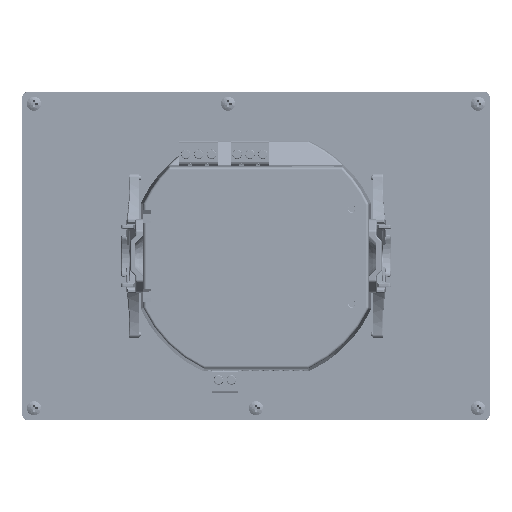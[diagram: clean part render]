
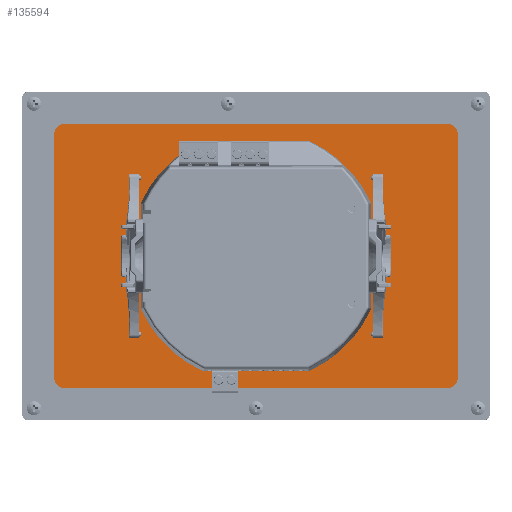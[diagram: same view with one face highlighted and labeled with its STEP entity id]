
A CAD part, front view. The second image highlights one B-rep face of the part: STEP entity #135594.
In plain terms, the highlighted face is planar.
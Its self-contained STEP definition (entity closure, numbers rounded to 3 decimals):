
#2974=FACE_BOUND('',#11526,.T.);
#4256=FACE_OUTER_BOUND('',#11525,.T.);
#11525=EDGE_LOOP('',(#93078,#93079,#93080,#93081,#93082,#93083,#93084,#93085));
#11526=EDGE_LOOP('',(#93086,#93087,#93088,#93089,#93090,#93091,#93092,#93093,
#93094,#93095,#93096,#93097,#93098,#93099,#93100,#93101));
#18836=CIRCLE('',#143673,1.);
#18837=CIRCLE('',#143675,4.5);
#18838=CIRCLE('',#143676,4.5);
#18839=CIRCLE('',#143677,4.5);
#18840=CIRCLE('',#143678,4.5);
#18841=CIRCLE('',#143679,1.);
#18842=CIRCLE('',#143680,50.);
#18843=CIRCLE('',#143681,1.);
#18844=CIRCLE('',#143682,1.);
#18845=CIRCLE('',#143683,50.);
#18846=CIRCLE('',#143684,1.);
#18847=CIRCLE('',#143685,50.);
#18848=CIRCLE('',#143686,1.);
#18849=CIRCLE('',#143687,1.);
#18850=CIRCLE('',#143688,50.);
#18851=CIRCLE('',#143689,1.);
#22127=LINE('',#193156,#39137);
#22191=LINE('',#193322,#39201);
#22509=LINE('',#194209,#39519);
#22510=LINE('',#194213,#39520);
#22511=LINE('',#194217,#39521);
#22512=LINE('',#194220,#39522);
#22513=LINE('',#194228,#39523);
#22514=LINE('',#194239,#39524);
#39137=VECTOR('',#155958,41.024);
#39201=VECTOR('',#156070,41.024);
#39519=VECTOR('',#156988,150.305);
#39520=VECTOR('',#156991,95.305);
#39521=VECTOR('',#156994,150.305);
#39522=VECTOR('',#156997,95.305);
#39523=VECTOR('',#157004,41.024);
#39524=VECTOR('',#157015,41.024);
#56204=VERTEX_POINT('',#193148);
#56205=VERTEX_POINT('',#193155);
#56270=VERTEX_POINT('',#193314);
#56271=VERTEX_POINT('',#193321);
#56493=VERTEX_POINT('',#194192);
#56494=VERTEX_POINT('',#194205);
#56495=VERTEX_POINT('',#194206);
#56496=VERTEX_POINT('',#194208);
#56497=VERTEX_POINT('',#194210);
#56498=VERTEX_POINT('',#194212);
#56499=VERTEX_POINT('',#194214);
#56500=VERTEX_POINT('',#194216);
#56501=VERTEX_POINT('',#194218);
#56502=VERTEX_POINT('',#194221);
#56503=VERTEX_POINT('',#194223);
#56504=VERTEX_POINT('',#194225);
#56505=VERTEX_POINT('',#194227);
#56506=VERTEX_POINT('',#194229);
#56507=VERTEX_POINT('',#194231);
#56508=VERTEX_POINT('',#194234);
#56509=VERTEX_POINT('',#194236);
#56510=VERTEX_POINT('',#194238);
#56511=VERTEX_POINT('',#194240);
#56512=VERTEX_POINT('',#194242);
#70081=EDGE_CURVE('',#56204,#56205,#22127,.T.);
#70159=EDGE_CURVE('',#56270,#56271,#22191,.T.);
#70582=EDGE_CURVE('',#56493,#56204,#18836,.T.);
#70583=EDGE_CURVE('',#56494,#56495,#18837,.T.);
#70584=EDGE_CURVE('',#56496,#56495,#22509,.T.);
#70585=EDGE_CURVE('',#56496,#56497,#18838,.T.);
#70586=EDGE_CURVE('',#56498,#56497,#22510,.T.);
#70587=EDGE_CURVE('',#56498,#56499,#18839,.T.);
#70588=EDGE_CURVE('',#56500,#56499,#22511,.T.);
#70589=EDGE_CURVE('',#56500,#56501,#18840,.T.);
#70590=EDGE_CURVE('',#56494,#56501,#22512,.T.);
#70591=EDGE_CURVE('',#56502,#56270,#18841,.T.);
#70592=EDGE_CURVE('',#56503,#56502,#18842,.T.);
#70593=EDGE_CURVE('',#56504,#56503,#18843,.T.);
#70594=EDGE_CURVE('',#56505,#56504,#22513,.T.);
#70595=EDGE_CURVE('',#56506,#56505,#18844,.T.);
#70596=EDGE_CURVE('',#56507,#56506,#18845,.T.);
#70597=EDGE_CURVE('',#56205,#56507,#18846,.T.);
#70598=EDGE_CURVE('',#56508,#56493,#18847,.T.);
#70599=EDGE_CURVE('',#56509,#56508,#18848,.T.);
#70600=EDGE_CURVE('',#56510,#56509,#22514,.T.);
#70601=EDGE_CURVE('',#56511,#56510,#18849,.T.);
#70602=EDGE_CURVE('',#56512,#56511,#18850,.T.);
#70603=EDGE_CURVE('',#56271,#56512,#18851,.T.);
#93078=ORIENTED_EDGE('',*,*,#70583,.T.);
#93079=ORIENTED_EDGE('',*,*,#70584,.F.);
#93080=ORIENTED_EDGE('',*,*,#70585,.T.);
#93081=ORIENTED_EDGE('',*,*,#70586,.F.);
#93082=ORIENTED_EDGE('',*,*,#70587,.T.);
#93083=ORIENTED_EDGE('',*,*,#70588,.F.);
#93084=ORIENTED_EDGE('',*,*,#70589,.T.);
#93085=ORIENTED_EDGE('',*,*,#70590,.F.);
#93086=ORIENTED_EDGE('',*,*,#70159,.F.);
#93087=ORIENTED_EDGE('',*,*,#70591,.F.);
#93088=ORIENTED_EDGE('',*,*,#70592,.F.);
#93089=ORIENTED_EDGE('',*,*,#70593,.F.);
#93090=ORIENTED_EDGE('',*,*,#70594,.F.);
#93091=ORIENTED_EDGE('',*,*,#70595,.F.);
#93092=ORIENTED_EDGE('',*,*,#70596,.F.);
#93093=ORIENTED_EDGE('',*,*,#70597,.F.);
#93094=ORIENTED_EDGE('',*,*,#70081,.F.);
#93095=ORIENTED_EDGE('',*,*,#70582,.F.);
#93096=ORIENTED_EDGE('',*,*,#70598,.F.);
#93097=ORIENTED_EDGE('',*,*,#70599,.F.);
#93098=ORIENTED_EDGE('',*,*,#70600,.F.);
#93099=ORIENTED_EDGE('',*,*,#70601,.F.);
#93100=ORIENTED_EDGE('',*,*,#70602,.F.);
#93101=ORIENTED_EDGE('',*,*,#70603,.F.);
#129616=PLANE('',#143674);
#135594=ADVANCED_FACE('',(#4256,#2974),#129616,.T.);
#143673=AXIS2_PLACEMENT_3D('',#194203,#156982,#156983);
#143674=AXIS2_PLACEMENT_3D('',#194204,#156984,#156985);
#143675=AXIS2_PLACEMENT_3D('',#194207,#156986,#156987);
#143676=AXIS2_PLACEMENT_3D('',#194211,#156989,#156990);
#143677=AXIS2_PLACEMENT_3D('',#194215,#156992,#156993);
#143678=AXIS2_PLACEMENT_3D('',#194219,#156995,#156996);
#143679=AXIS2_PLACEMENT_3D('',#194222,#156998,#156999);
#143680=AXIS2_PLACEMENT_3D('',#194224,#157000,#157001);
#143681=AXIS2_PLACEMENT_3D('',#194226,#157002,#157003);
#143682=AXIS2_PLACEMENT_3D('',#194230,#157005,#157006);
#143683=AXIS2_PLACEMENT_3D('',#194232,#157007,#157008);
#143684=AXIS2_PLACEMENT_3D('',#194233,#157009,#157010);
#143685=AXIS2_PLACEMENT_3D('',#194235,#157011,#157012);
#143686=AXIS2_PLACEMENT_3D('',#194237,#157013,#157014);
#143687=AXIS2_PLACEMENT_3D('',#194241,#157016,#157017);
#143688=AXIS2_PLACEMENT_3D('',#194243,#157018,#157019);
#143689=AXIS2_PLACEMENT_3D('',#194244,#157020,#157021);
#155958=DIRECTION('',(0.,0.,-1.));
#156070=DIRECTION('',(0.,0.,1.));
#156982=DIRECTION('center_axis',(0.,1.,
0.));
#156983=DIRECTION('ref_axis',(1.,0.,0.));
#156984=DIRECTION('center_axis',(0.,1.,0.));
#156985=DIRECTION('ref_axis',(1.,0.,0.));
#156986=DIRECTION('center_axis',(0.,1.,0.));
#156987=DIRECTION('ref_axis',(-1.,0.,0.));
#156988=DIRECTION('',(-1.,0.,0.));
#156989=DIRECTION('center_axis',(0.,1.,0.));
#156990=DIRECTION('ref_axis',(0.,0.,1.));
#156991=DIRECTION('',(0.,0.,1.));
#156992=DIRECTION('center_axis',(0.,1.,0.));
#156993=DIRECTION('ref_axis',(1.,0.,0.));
#156994=DIRECTION('',(1.,0.,0.));
#156995=DIRECTION('center_axis',(0.,1.,0.));
#156996=DIRECTION('ref_axis',(0.,0.,-1.));
#156997=DIRECTION('',(0.,0.,-1.));
#156998=DIRECTION('center_axis',(0.,1.,
0.));
#156999=DIRECTION('ref_axis',(-1.,0.,0.));
#157000=DIRECTION('center_axis',(0.,1.,0.));
#157001=DIRECTION('ref_axis',(-0.419,0.,-0.908));
#157002=DIRECTION('center_axis',(0.,1.,
0.));
#157003=DIRECTION('ref_axis',(-0.419,0.,-0.908));
#157004=DIRECTION('',(-1.,0.,0.));
#157005=DIRECTION('center_axis',(0.,1.,
0.));
#157006=DIRECTION('ref_axis',(0.,0.,
-1.));
#157007=DIRECTION('center_axis',(0.,1.,0.));
#157008=DIRECTION('ref_axis',(0.908,0.,-0.419));
#157009=DIRECTION('center_axis',(0.,1.,
0.));
#157010=DIRECTION('ref_axis',(0.908,0.,-0.419));
#157011=DIRECTION('center_axis',(0.,1.,0.));
#157012=DIRECTION('ref_axis',(0.419,0.,0.908));
#157013=DIRECTION('center_axis',(0.,1.,
0.));
#157014=DIRECTION('ref_axis',(0.419,0.,0.908));
#157015=DIRECTION('',(1.,0.,0.));
#157016=DIRECTION('center_axis',(0.,1.,
0.));
#157017=DIRECTION('ref_axis',(0.,0.,1.));
#157018=DIRECTION('center_axis',(0.,1.,0.));
#157019=DIRECTION('ref_axis',(-0.908,0.,0.419));
#157020=DIRECTION('center_axis',(0.,1.,
0.));
#157021=DIRECTION('ref_axis',(-0.908,0.,0.419));
#193148=CARTESIAN_POINT('',(45.5,2.2,20.512));
#193155=CARTESIAN_POINT('',(45.5,2.2,-20.512));
#193156=CARTESIAN_POINT('',(45.5,2.2,20.512));
#193314=CARTESIAN_POINT('',(-45.5,2.2,-20.512));
#193321=CARTESIAN_POINT('',(-45.5,2.2,20.512));
#193322=CARTESIAN_POINT('',(-45.5,2.2,-20.512));
#194192=CARTESIAN_POINT('',(45.408,2.2,20.93));
#194203=CARTESIAN_POINT('Origin',(44.5,2.2,20.512));
#194204=CARTESIAN_POINT('Origin',(0.,2.2,0.));
#194205=CARTESIAN_POINT('',(-79.652,2.2,47.652));
#194206=CARTESIAN_POINT('',(-75.152,2.2,52.152));
#194207=CARTESIAN_POINT('Origin',(-75.152,2.2,47.652));
#194208=CARTESIAN_POINT('',(75.152,2.2,52.152));
#194209=CARTESIAN_POINT('',(75.152,2.2,52.152));
#194210=CARTESIAN_POINT('',(79.652,2.2,47.652));
#194211=CARTESIAN_POINT('Origin',(75.152,2.2,47.652));
#194212=CARTESIAN_POINT('',(79.652,2.2,-47.652));
#194213=CARTESIAN_POINT('',(79.652,2.2,-47.652));
#194214=CARTESIAN_POINT('',(75.152,2.2,-52.152));
#194215=CARTESIAN_POINT('Origin',(75.152,2.2,-47.652));
#194216=CARTESIAN_POINT('',(-75.152,2.2,-52.152));
#194217=CARTESIAN_POINT('',(-75.152,2.2,-52.152));
#194218=CARTESIAN_POINT('',(-79.652,2.2,-47.652));
#194219=CARTESIAN_POINT('Origin',(-75.152,2.2,-47.652));
#194220=CARTESIAN_POINT('',(-79.652,2.2,47.652));
#194221=CARTESIAN_POINT('',(-45.408,2.2,-20.93));
#194222=CARTESIAN_POINT('Origin',(-44.5,2.2,-20.512));
#194223=CARTESIAN_POINT('',(-20.93,2.2,-45.408));
#194224=CARTESIAN_POINT('Origin',(0.,2.2,0.));
#194225=CARTESIAN_POINT('',(-20.512,2.2,-45.5));
#194226=CARTESIAN_POINT('Origin',(-20.512,2.2,-44.5));
#194227=CARTESIAN_POINT('',(20.512,2.2,-45.5));
#194228=CARTESIAN_POINT('',(20.512,2.2,-45.5));
#194229=CARTESIAN_POINT('',(20.93,2.2,-45.408));
#194230=CARTESIAN_POINT('Origin',(20.512,2.2,-44.5));
#194231=CARTESIAN_POINT('',(45.408,2.2,-20.93));
#194232=CARTESIAN_POINT('Origin',(0.,2.2,0.));
#194233=CARTESIAN_POINT('Origin',(44.5,2.2,-20.512));
#194234=CARTESIAN_POINT('',(20.93,2.2,45.408));
#194235=CARTESIAN_POINT('Origin',(0.,2.2,0.));
#194236=CARTESIAN_POINT('',(20.512,2.2,45.5));
#194237=CARTESIAN_POINT('Origin',(20.512,2.2,44.5));
#194238=CARTESIAN_POINT('',(-20.512,2.2,45.5));
#194239=CARTESIAN_POINT('',(-20.512,2.2,45.5));
#194240=CARTESIAN_POINT('',(-20.93,2.2,45.408));
#194241=CARTESIAN_POINT('Origin',(-20.512,2.2,44.5));
#194242=CARTESIAN_POINT('',(-45.408,2.2,20.93));
#194243=CARTESIAN_POINT('Origin',(0.,2.2,0.));
#194244=CARTESIAN_POINT('Origin',(-44.5,2.2,20.512));
